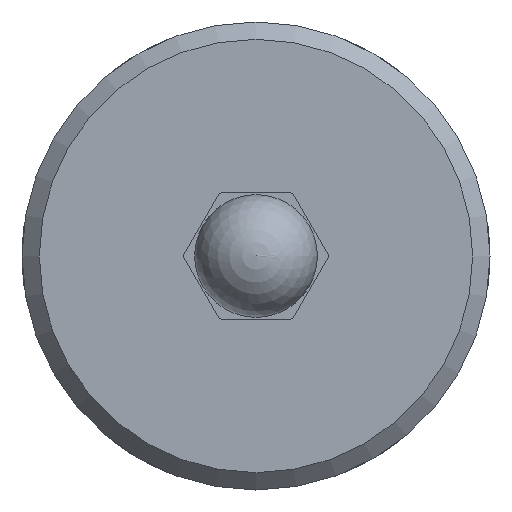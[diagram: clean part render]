
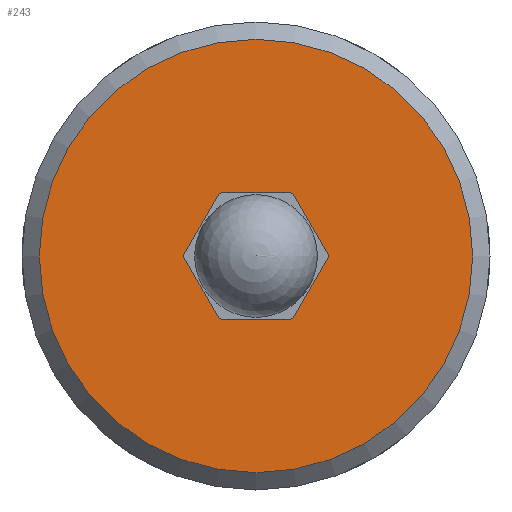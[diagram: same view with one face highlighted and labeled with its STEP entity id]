
A CAD part, left-side view. The second image highlights one B-rep face of the part: STEP entity #243.
In plain terms, the highlighted planar face has unit normal (-1, 0, 0).
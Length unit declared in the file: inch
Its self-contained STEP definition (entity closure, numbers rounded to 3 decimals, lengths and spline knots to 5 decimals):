
#209=CARTESIAN_POINT('',(-3.16888,-0.375,-0.64952));
#210=VERTEX_POINT('',#209);
#211=CARTESIAN_POINT('',(-3.16888,0.,0.));
#212=DIRECTION('',(-1.0,0.,0.));
#213=DIRECTION('',(0.,-0.5,-0.866));
#214=AXIS2_PLACEMENT_3D('',#211,#212,#213);
#215=CIRCLE('',#214,0.75);
#216=EDGE_CURVE('',#210,#210,#215,.T.);
#224=CARTESIAN_POINT('',(-3.16888,-0.22575,-0.39101));
#225=DIRECTION('',(-1.0,0.0,0.0));
#226=DIRECTION('',(0.0,0.866,-0.5));
#227=AXIS2_PLACEMENT_3D('',#224,#225,#226);
#228=PLANE('',#227);
#229=ORIENTED_EDGE('',*,*,#216,.T.);
#230=EDGE_LOOP('',(#229));
#231=FACE_OUTER_BOUND('',#230,.T.);
#232=CARTESIAN_POINT('',(-3.16888,-0.0765,-0.1325));
#233=VERTEX_POINT('',#232);
#234=CARTESIAN_POINT('',(-3.16888,0.,0.));
#235=DIRECTION('',(-1.0,0.,0.));
#236=DIRECTION('',(0.,-0.5,-0.866));
#237=AXIS2_PLACEMENT_3D('',#234,#235,#236);
#238=CIRCLE('',#237,0.153);
#239=EDGE_CURVE('',#233,#233,#238,.T.);
#240=ORIENTED_EDGE('',*,*,#239,.F.);
#241=EDGE_LOOP('',(#240));
#242=FACE_BOUND('',#241,.T.);
#243=ADVANCED_FACE('',(#231,#242),#228,.T.);
